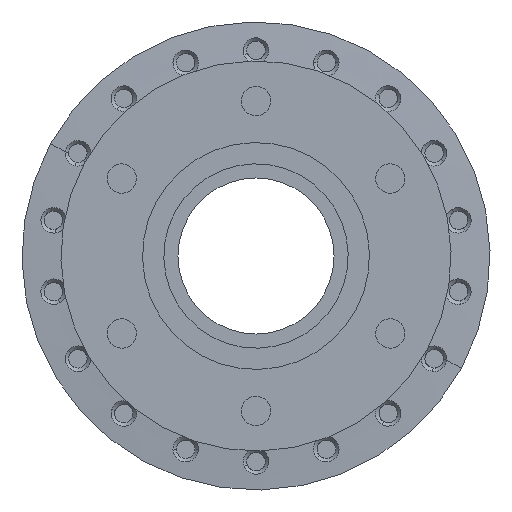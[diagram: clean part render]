
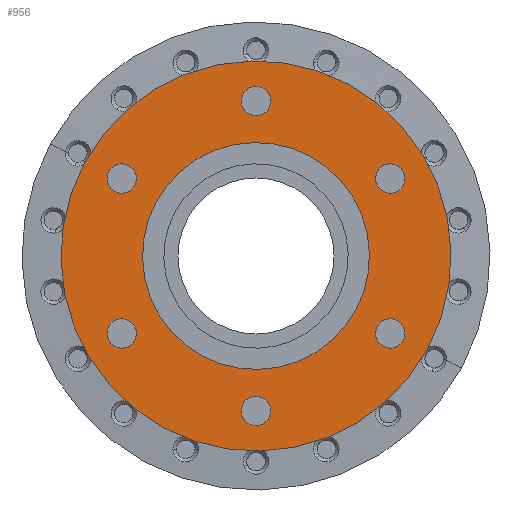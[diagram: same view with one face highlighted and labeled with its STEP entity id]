
A CAD part, left-side view. The second image highlights one B-rep face of the part: STEP entity #956.
In plain terms, the highlighted planar face has unit normal (-1, 0, 0).
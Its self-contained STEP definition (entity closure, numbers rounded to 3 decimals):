
#782=CARTESIAN_POINT('Vertex',(2.,-24.134,-13.184)) ;
#785=CARTESIAN_POINT('Axis2P3D Location',(2.,0.,0.)) ;
#789=CARTESIAN_POINT('Vertex',(2.,24.134,13.184)) ;
#809=CARTESIAN_POINT('Axis2P3D Location',(2.,0.,0.)) ;
#821=CARTESIAN_POINT('Axis2P3D Location',(2.,16.,0.)) ;
#830=CARTESIAN_POINT('Axis2P3D Location',(2.,0.,21.85)) ;
#834=CARTESIAN_POINT('Vertex',(2.,-1.814,20.859)) ;
#836=CARTESIAN_POINT('Vertex',(2.,1.814,22.841)) ;
#839=CARTESIAN_POINT('Axis2P3D Location',(2.,0.,21.85)) ;
#848=CARTESIAN_POINT('Axis2P3D Location',(2.,0.,0.)) ;
#852=CARTESIAN_POINT('Vertex',(2.,-14.041,-7.671)) ;
#854=CARTESIAN_POINT('Vertex',(2.,14.041,7.671)) ;
#857=CARTESIAN_POINT('Axis2P3D Location',(2.,0.,0.)) ;
#866=CARTESIAN_POINT('Axis2P3D Location',(2.,-18.923,10.925)) ;
#870=CARTESIAN_POINT('Vertex',(2.,-18.971,8.859)) ;
#872=CARTESIAN_POINT('Vertex',(2.,-18.874,12.991)) ;
#875=CARTESIAN_POINT('Axis2P3D Location',(2.,-18.923,10.925)) ;
#884=CARTESIAN_POINT('Axis2P3D Location',(2.,-18.923,-10.925)) ;
#888=CARTESIAN_POINT('Vertex',(2.,-17.157,-12.)) ;
#890=CARTESIAN_POINT('Vertex',(2.,-20.688,-9.85)) ;
#893=CARTESIAN_POINT('Axis2P3D Location',(2.,-18.923,-10.925)) ;
#902=CARTESIAN_POINT('Axis2P3D Location',(2.,0.,-21.85)) ;
#906=CARTESIAN_POINT('Vertex',(2.,1.814,-20.859)) ;
#908=CARTESIAN_POINT('Vertex',(2.,-1.814,-22.841)) ;
#911=CARTESIAN_POINT('Axis2P3D Location',(2.,0.,-21.85)) ;
#920=CARTESIAN_POINT('Axis2P3D Location',(2.,18.923,-10.925)) ;
#924=CARTESIAN_POINT('Vertex',(2.,18.971,-8.859)) ;
#926=CARTESIAN_POINT('Vertex',(2.,18.874,-12.991)) ;
#929=CARTESIAN_POINT('Axis2P3D Location',(2.,18.923,-10.925)) ;
#938=CARTESIAN_POINT('Axis2P3D Location',(2.,18.923,10.925)) ;
#942=CARTESIAN_POINT('Vertex',(2.,17.157,12.)) ;
#944=CARTESIAN_POINT('Vertex',(2.,20.688,9.85)) ;
#947=CARTESIAN_POINT('Axis2P3D Location',(2.,18.923,10.925)) ;
#786=DIRECTION('Axis2P3D Direction',(1.,0.,0.)) ;
#810=DIRECTION('Axis2P3D Direction',(1.,0.,0.)) ;
#822=DIRECTION('Axis2P3D Direction',(1.,0.,0.)) ;
#823=DIRECTION('Axis2P3D XDirection',(0.,1.,0.)) ;
#831=DIRECTION('Axis2P3D Direction',(1.,0.,0.)) ;
#840=DIRECTION('Axis2P3D Direction',(1.,0.,0.)) ;
#849=DIRECTION('Axis2P3D Direction',(1.,0.,0.)) ;
#858=DIRECTION('Axis2P3D Direction',(1.,0.,0.)) ;
#867=DIRECTION('Axis2P3D Direction',(1.,0.,0.)) ;
#876=DIRECTION('Axis2P3D Direction',(1.,0.,0.)) ;
#885=DIRECTION('Axis2P3D Direction',(1.,0.,0.)) ;
#894=DIRECTION('Axis2P3D Direction',(1.,0.,0.)) ;
#903=DIRECTION('Axis2P3D Direction',(1.,0.,0.)) ;
#912=DIRECTION('Axis2P3D Direction',(1.,0.,0.)) ;
#921=DIRECTION('Axis2P3D Direction',(1.,0.,0.)) ;
#930=DIRECTION('Axis2P3D Direction',(1.,0.,0.)) ;
#939=DIRECTION('Axis2P3D Direction',(1.,0.,0.)) ;
#948=DIRECTION('Axis2P3D Direction',(1.,0.,0.)) ;
#787=AXIS2_PLACEMENT_3D('Circle Axis2P3D',#785,#786,$) ;
#811=AXIS2_PLACEMENT_3D('Circle Axis2P3D',#809,#810,$) ;
#824=AXIS2_PLACEMENT_3D('Plane Axis2P3D',#821,#822,#823) ;
#832=AXIS2_PLACEMENT_3D('Circle Axis2P3D',#830,#831,$) ;
#841=AXIS2_PLACEMENT_3D('Circle Axis2P3D',#839,#840,$) ;
#850=AXIS2_PLACEMENT_3D('Circle Axis2P3D',#848,#849,$) ;
#859=AXIS2_PLACEMENT_3D('Circle Axis2P3D',#857,#858,$) ;
#868=AXIS2_PLACEMENT_3D('Circle Axis2P3D',#866,#867,$) ;
#877=AXIS2_PLACEMENT_3D('Circle Axis2P3D',#875,#876,$) ;
#886=AXIS2_PLACEMENT_3D('Circle Axis2P3D',#884,#885,$) ;
#895=AXIS2_PLACEMENT_3D('Circle Axis2P3D',#893,#894,$) ;
#904=AXIS2_PLACEMENT_3D('Circle Axis2P3D',#902,#903,$) ;
#913=AXIS2_PLACEMENT_3D('Circle Axis2P3D',#911,#912,$) ;
#922=AXIS2_PLACEMENT_3D('Circle Axis2P3D',#920,#921,$) ;
#931=AXIS2_PLACEMENT_3D('Circle Axis2P3D',#929,#930,$) ;
#940=AXIS2_PLACEMENT_3D('Circle Axis2P3D',#938,#939,$) ;
#949=AXIS2_PLACEMENT_3D('Circle Axis2P3D',#947,#948,$) ;
#827=ORIENTED_EDGE('',*,*,#813,.F.) ;
#828=ORIENTED_EDGE('',*,*,#791,.F.) ;
#845=ORIENTED_EDGE('',*,*,#838,.T.) ;
#846=ORIENTED_EDGE('',*,*,#843,.T.) ;
#863=ORIENTED_EDGE('',*,*,#856,.T.) ;
#864=ORIENTED_EDGE('',*,*,#861,.T.) ;
#881=ORIENTED_EDGE('',*,*,#874,.T.) ;
#882=ORIENTED_EDGE('',*,*,#879,.T.) ;
#899=ORIENTED_EDGE('',*,*,#892,.T.) ;
#900=ORIENTED_EDGE('',*,*,#897,.T.) ;
#917=ORIENTED_EDGE('',*,*,#910,.T.) ;
#918=ORIENTED_EDGE('',*,*,#915,.T.) ;
#935=ORIENTED_EDGE('',*,*,#928,.T.) ;
#936=ORIENTED_EDGE('',*,*,#933,.T.) ;
#953=ORIENTED_EDGE('',*,*,#946,.T.) ;
#954=ORIENTED_EDGE('',*,*,#951,.T.) ;
#847=FACE_BOUND('',#844,.T.) ;
#865=FACE_BOUND('',#862,.T.) ;
#883=FACE_BOUND('',#880,.T.) ;
#901=FACE_BOUND('',#898,.T.) ;
#919=FACE_BOUND('',#916,.T.) ;
#937=FACE_BOUND('',#934,.T.) ;
#955=FACE_BOUND('',#952,.T.) ;
#956=ADVANCED_FACE('PartBody',(#829,#847,#865,#883,#901,#919,#937,#955),#825,.F.) ;
#788=CIRCLE('generated circle',#787,27.5) ;
#812=CIRCLE('generated circle',#811,27.5) ;
#833=CIRCLE('generated circle',#832,2.067) ;
#842=CIRCLE('generated circle',#841,2.067) ;
#851=CIRCLE('generated circle',#850,16.) ;
#860=CIRCLE('generated circle',#859,16.) ;
#869=CIRCLE('generated circle',#868,2.067) ;
#878=CIRCLE('generated circle',#877,2.067) ;
#887=CIRCLE('generated circle',#886,2.067) ;
#896=CIRCLE('generated circle',#895,2.067) ;
#905=CIRCLE('generated circle',#904,2.067) ;
#914=CIRCLE('generated circle',#913,2.067) ;
#923=CIRCLE('generated circle',#922,2.067) ;
#932=CIRCLE('generated circle',#931,2.067) ;
#941=CIRCLE('generated circle',#940,2.067) ;
#950=CIRCLE('generated circle',#949,2.067) ;
#791=EDGE_CURVE('',#783,#790,#788,.T.) ;
#813=EDGE_CURVE('',#790,#783,#812,.T.) ;
#838=EDGE_CURVE('',#835,#837,#833,.T.) ;
#843=EDGE_CURVE('',#837,#835,#842,.T.) ;
#856=EDGE_CURVE('',#853,#855,#851,.T.) ;
#861=EDGE_CURVE('',#855,#853,#860,.T.) ;
#874=EDGE_CURVE('',#871,#873,#869,.T.) ;
#879=EDGE_CURVE('',#873,#871,#878,.T.) ;
#892=EDGE_CURVE('',#889,#891,#887,.T.) ;
#897=EDGE_CURVE('',#891,#889,#896,.T.) ;
#910=EDGE_CURVE('',#907,#909,#905,.T.) ;
#915=EDGE_CURVE('',#909,#907,#914,.T.) ;
#928=EDGE_CURVE('',#925,#927,#923,.T.) ;
#933=EDGE_CURVE('',#927,#925,#932,.T.) ;
#946=EDGE_CURVE('',#943,#945,#941,.T.) ;
#951=EDGE_CURVE('',#945,#943,#950,.T.) ;
#826=EDGE_LOOP('',(#827,#828)) ;
#844=EDGE_LOOP('',(#845,#846)) ;
#862=EDGE_LOOP('',(#863,#864)) ;
#880=EDGE_LOOP('',(#881,#882)) ;
#898=EDGE_LOOP('',(#899,#900)) ;
#916=EDGE_LOOP('',(#917,#918)) ;
#934=EDGE_LOOP('',(#935,#936)) ;
#952=EDGE_LOOP('',(#953,#954)) ;
#829=FACE_OUTER_BOUND('',#826,.T.) ;
#825=PLANE('',#824) ;
#783=VERTEX_POINT('',#782) ;
#790=VERTEX_POINT('',#789) ;
#835=VERTEX_POINT('',#834) ;
#837=VERTEX_POINT('',#836) ;
#853=VERTEX_POINT('',#852) ;
#855=VERTEX_POINT('',#854) ;
#871=VERTEX_POINT('',#870) ;
#873=VERTEX_POINT('',#872) ;
#889=VERTEX_POINT('',#888) ;
#891=VERTEX_POINT('',#890) ;
#907=VERTEX_POINT('',#906) ;
#909=VERTEX_POINT('',#908) ;
#925=VERTEX_POINT('',#924) ;
#927=VERTEX_POINT('',#926) ;
#943=VERTEX_POINT('',#942) ;
#945=VERTEX_POINT('',#944) ;
